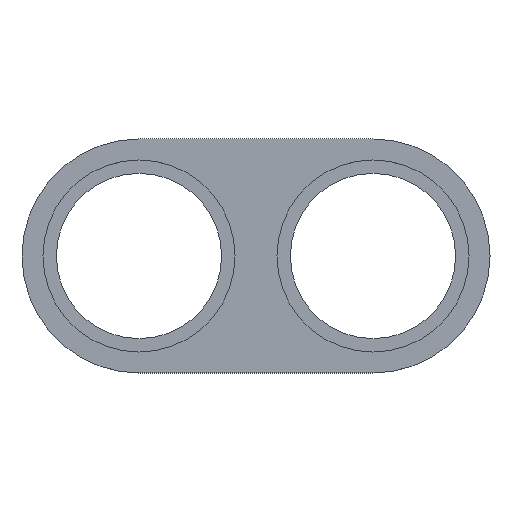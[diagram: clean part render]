
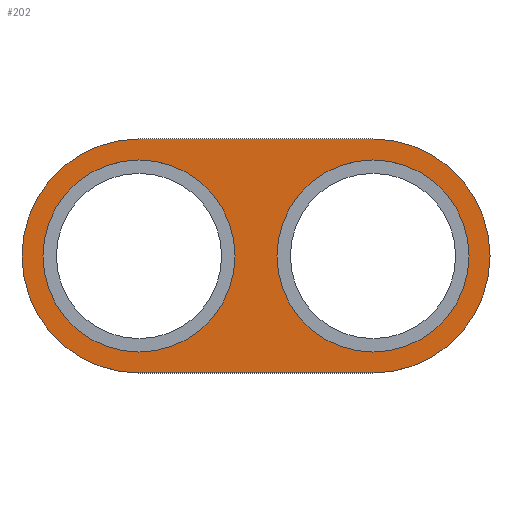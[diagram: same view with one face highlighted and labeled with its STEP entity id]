
A CAD part, top view. The second image highlights one B-rep face of the part: STEP entity #202.
In plain terms, the highlighted planar face has unit normal (0, 0, 1).
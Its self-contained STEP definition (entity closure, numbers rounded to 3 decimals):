
#127=CARTESIAN_POINT('Axis2P3D Location',(0.,0.,4.)) ;
#132=CARTESIAN_POINT('Axis2P3D Location',(-42.5,0.,4.)) ;
#136=CARTESIAN_POINT('Vertex',(-42.5,-42.5,4.)) ;
#138=CARTESIAN_POINT('Vertex',(-42.5,42.5,4.)) ;
#141=CARTESIAN_POINT('Line Origine',(0.,-42.5,4.)) ;
#145=CARTESIAN_POINT('Vertex',(42.5,-42.5,4.)) ;
#148=CARTESIAN_POINT('Axis2P3D Location',(42.5,0.,4.)) ;
#152=CARTESIAN_POINT('Vertex',(42.5,42.5,4.)) ;
#155=CARTESIAN_POINT('Line Origine',(0.,42.5,4.)) ;
#166=CARTESIAN_POINT('Axis2P3D Location',(-42.5,0.,4.)) ;
#170=CARTESIAN_POINT('Vertex',(-7.6,0.,4.)) ;
#172=CARTESIAN_POINT('Vertex',(-77.4,0.,4.)) ;
#175=CARTESIAN_POINT('Axis2P3D Location',(-42.5,0.,4.)) ;
#184=CARTESIAN_POINT('Axis2P3D Location',(42.5,0.,4.)) ;
#188=CARTESIAN_POINT('Vertex',(7.6,0.,4.)) ;
#190=CARTESIAN_POINT('Vertex',(77.4,0.,4.)) ;
#193=CARTESIAN_POINT('Axis2P3D Location',(42.5,0.,4.)) ;
#128=DIRECTION('Axis2P3D Direction',(0.,0.,1.)) ;
#129=DIRECTION('Axis2P3D XDirection',(1.,0.,0.)) ;
#133=DIRECTION('Axis2P3D Direction',(0.,0.,1.)) ;
#142=DIRECTION('Vector Direction',(-1.,0.,0.)) ;
#149=DIRECTION('Axis2P3D Direction',(0.,0.,1.)) ;
#156=DIRECTION('Vector Direction',(1.,0.,0.)) ;
#167=DIRECTION('Axis2P3D Direction',(0.,0.,1.)) ;
#176=DIRECTION('Axis2P3D Direction',(0.,0.,1.)) ;
#185=DIRECTION('Axis2P3D Direction',(0.,0.,1.)) ;
#194=DIRECTION('Axis2P3D Direction',(0.,0.,1.)) ;
#130=AXIS2_PLACEMENT_3D('Plane Axis2P3D',#127,#128,#129) ;
#134=AXIS2_PLACEMENT_3D('Circle Axis2P3D',#132,#133,$) ;
#150=AXIS2_PLACEMENT_3D('Circle Axis2P3D',#148,#149,$) ;
#168=AXIS2_PLACEMENT_3D('Circle Axis2P3D',#166,#167,$) ;
#177=AXIS2_PLACEMENT_3D('Circle Axis2P3D',#175,#176,$) ;
#186=AXIS2_PLACEMENT_3D('Circle Axis2P3D',#184,#185,$) ;
#195=AXIS2_PLACEMENT_3D('Circle Axis2P3D',#193,#194,$) ;
#161=ORIENTED_EDGE('',*,*,#140,.F.) ;
#162=ORIENTED_EDGE('',*,*,#147,.T.) ;
#163=ORIENTED_EDGE('',*,*,#154,.F.) ;
#164=ORIENTED_EDGE('',*,*,#159,.T.) ;
#181=ORIENTED_EDGE('',*,*,#174,.F.) ;
#182=ORIENTED_EDGE('',*,*,#179,.F.) ;
#199=ORIENTED_EDGE('',*,*,#192,.F.) ;
#200=ORIENTED_EDGE('',*,*,#197,.F.) ;
#183=FACE_BOUND('',#180,.T.) ;
#201=FACE_BOUND('',#198,.T.) ;
#143=VECTOR('Line Direction',#142,1.) ;
#157=VECTOR('Line Direction',#156,1.) ;
#202=ADVANCED_FACE('\X2\96F64EF651E04F554F53\X0\',(#165,#183,#201),#131,.T.) ;
#135=CIRCLE('generated circle',#134,42.5) ;
#151=CIRCLE('generated circle',#150,42.5) ;
#169=CIRCLE('generated circle',#168,34.9) ;
#178=CIRCLE('generated circle',#177,34.9) ;
#187=CIRCLE('generated circle',#186,34.9) ;
#196=CIRCLE('generated circle',#195,34.9) ;
#140=EDGE_CURVE('',#137,#139,#135,.F.) ;
#147=EDGE_CURVE('',#137,#146,#144,.F.) ;
#154=EDGE_CURVE('',#153,#146,#151,.F.) ;
#159=EDGE_CURVE('',#153,#139,#158,.F.) ;
#174=EDGE_CURVE('',#171,#173,#169,.T.) ;
#179=EDGE_CURVE('',#173,#171,#178,.T.) ;
#192=EDGE_CURVE('',#189,#191,#187,.T.) ;
#197=EDGE_CURVE('',#191,#189,#196,.T.) ;
#160=EDGE_LOOP('',(#161,#162,#163,#164)) ;
#180=EDGE_LOOP('',(#181,#182)) ;
#198=EDGE_LOOP('',(#199,#200)) ;
#165=FACE_OUTER_BOUND('',#160,.T.) ;
#144=LINE('Line',#141,#143) ;
#158=LINE('Line',#155,#157) ;
#131=PLANE('',#130) ;
#137=VERTEX_POINT('',#136) ;
#139=VERTEX_POINT('',#138) ;
#146=VERTEX_POINT('',#145) ;
#153=VERTEX_POINT('',#152) ;
#171=VERTEX_POINT('',#170) ;
#173=VERTEX_POINT('',#172) ;
#189=VERTEX_POINT('',#188) ;
#191=VERTEX_POINT('',#190) ;
